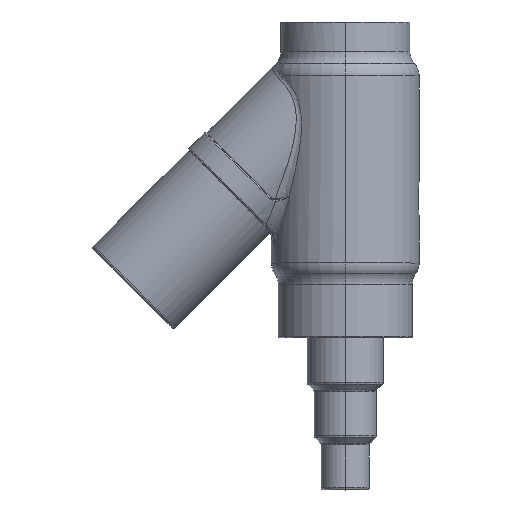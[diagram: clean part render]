
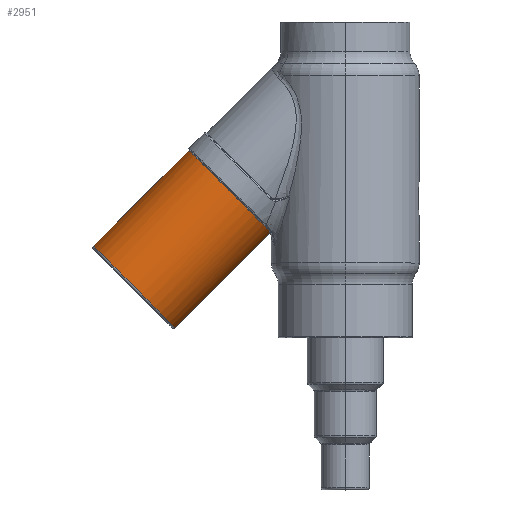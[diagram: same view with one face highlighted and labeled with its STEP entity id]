
A CAD part, top view. The second image highlights one B-rep face of the part: STEP entity #2951.
In plain terms, the highlighted cylindrical face has radius 12.5 mm (diameter 25 mm), a partial arc.
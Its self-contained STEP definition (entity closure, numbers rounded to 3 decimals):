
#9 = CARTESIAN_POINT ( 'NONE',  ( -17.006, 225.723, 5.392 ) ) ;
#68 = CARTESIAN_POINT ( 'NONE',  ( -36.86, 204.14, 0. ) ) ;
#121 = CARTESIAN_POINT ( 'NONE',  ( -5.393, 270.962, 0. ) ) ;
#144 = AXIS2_PLACEMENT_3D ( 'NONE', #1188, #6039, #11083 ) ;
#466 = EDGE_CURVE ( 'NONE', #1049, #5185, #9737, .T. ) ;
#696 = CARTESIAN_POINT ( 'NONE',  ( -17.006, 225.723, 5.392 ) ) ;
#1049 = VERTEX_POINT ( 'NONE', #9 ) ;
#1188 = CARTESIAN_POINT ( 'NONE',  ( 3.445, 262.123, 0. ) ) ;
#1504 = VERTEX_POINT ( 'NONE', #7944 ) ;
#1524 = CARTESIAN_POINT ( 'NONE',  ( -16.339, 224.665, 0.308 ) ) ;
#1766 = AXIS2_PLACEMENT_3D ( 'NONE', #3572, #10614, #8850 ) ;
#1930 = EDGE_CURVE ( 'NONE', #9982, #1049, #4563, .T. ) ;
#2071 = CARTESIAN_POINT ( 'NONE',  ( -16.311, 224.743, 1.253 ) ) ;
#2113 = CARTESIAN_POINT ( 'NONE',  ( -16.352, 224.85, 2.041 ) ) ;
#2233 = ORIENTED_EDGE ( 'NONE', *, *, #1930, .T. ) ;
#2394 = CARTESIAN_POINT ( 'NONE',  ( -16.335, 224.678, 0.462 ) ) ;
#2463 = B_SPLINE_CURVE_WITH_KNOTS ( 'NONE', 3,
 ( #7252, #2071, #2113, #9019, #3867, #10893 ),
 .UNSPECIFIED., .F., .F.,
 ( 4, 2, 4 ),
 ( 0., 0.002, 0.005 ),
 .UNSPECIFIED. ) ;
#2714 = ORIENTED_EDGE ( 'NONE', *, *, #2867, .T. ) ;
#2748 = VECTOR ( 'NONE', #3543, 1000. ) ;
#2845 = AXIS2_PLACEMENT_3D ( 'NONE', #9046, #8258, #5615 ) ;
#2867 = EDGE_CURVE ( 'NONE', #1504, #10616, #7150, .T. ) ;
#2951 = ADVANCED_FACE ( 'NONE', ( #4595 ), #8913, .T. ) ;
#3165 = LINE ( 'NONE', #11227, #2748 ) ;
#3169 = EDGE_CURVE ( 'NONE', #11012, #7547, #7006, .T. ) ;
#3543 = DIRECTION ( 'NONE',  ( -0.707, -0.707, 0. ) ) ;
#3572 = CARTESIAN_POINT ( 'NONE',  ( -24.98, 233.697, 0. ) ) ;
#3621 = DIRECTION ( 'NONE',  ( -0.707, -0.707, 0. ) ) ;
#3867 = CARTESIAN_POINT ( 'NONE',  ( -16.694, 225.354, 4.315 ) ) ;
#4053 = CARTESIAN_POINT ( 'NONE',  ( -33.819, 242.536, 0. ) ) ;
#4563 = B_SPLINE_CURVE_WITH_KNOTS ( 'NONE', 3,
 ( #11125, #10345, #5902, #696 ),
 .UNSPECIFIED., .F., .F.,
 ( 4, 4 ),
 ( 0., 0. ),
 .UNSPECIFIED. ) ;
#4595 = FACE_OUTER_BOUND ( 'NONE', #8554, .T. ) ;
#5185 = VERTEX_POINT ( 'NONE', #4053 ) ;
#5235 = LINE ( 'NONE', #121, #7255 ) ;
#5355 = CARTESIAN_POINT ( 'NONE',  ( -16.335, 224.678, 0.462 ) ) ;
#5555 = ORIENTED_EDGE ( 'NONE', *, *, #3169, .T. ) ;
#5615 = DIRECTION ( 'NONE',  ( -0.707, 0.707, 0. ) ) ;
#5727 = CARTESIAN_POINT ( 'NONE',  ( -16.341, 224.659, 0.154 ) ) ;
#5902 = CARTESIAN_POINT ( 'NONE',  ( -16.967, 225.684, 5.276 ) ) ;
#6039 = DIRECTION ( 'NONE',  ( -0.707, -0.707, 0. ) ) ;
#6219 = ORIENTED_EDGE ( 'NONE', *, *, #466, .T. ) ;
#6586 = CARTESIAN_POINT ( 'NONE',  ( -16.898, 225.603, 5.04 ) ) ;
#6777 = EDGE_CURVE ( 'NONE', #7547, #9982, #2463, .T. ) ;
#6886 = ORIENTED_EDGE ( 'NONE', *, *, #6777, .T. ) ;
#7006 = B_SPLINE_CURVE_WITH_KNOTS ( 'NONE', 3,
 ( #9268, #5727, #1524, #2394 ),
 .UNSPECIFIED., .F., .F.,
 ( 4, 4 ),
 ( 0., 0.001 ),
 .UNSPECIFIED. ) ;
#7150 = CIRCLE ( 'NONE', #2845, 12.5 ) ;
#7197 = EDGE_CURVE ( 'NONE', #5185, #1504, #5235, .T. ) ;
#7252 = CARTESIAN_POINT ( 'NONE',  ( -16.335, 224.678, 0.462 ) ) ;
#7255 = VECTOR ( 'NONE', #3621, 1000. ) ;
#7547 = VERTEX_POINT ( 'NONE', #5355 ) ;
#7944 = CARTESIAN_POINT ( 'NONE',  ( -54.537, 221.818, 0. ) ) ;
#7964 = CARTESIAN_POINT ( 'NONE',  ( -16.341, 224.659, 0. ) ) ;
#7970 = ORIENTED_EDGE ( 'NONE', *, *, #10565, .F. ) ;
#8006 = ORIENTED_EDGE ( 'NONE', *, *, #7197, .T. ) ;
#8258 = DIRECTION ( 'NONE',  ( 0.707, 0.707, 0. ) ) ;
#8554 = EDGE_LOOP ( 'NONE', ( #6219, #8006, #2714, #7970, #5555, #6886, #2233 ) ) ;
#8850 = DIRECTION ( 'NONE',  ( -0.707, 0.707, 0. ) ) ;
#8913 = CYLINDRICAL_SURFACE ( 'NONE', #144, 12.5 ) ;
#9019 = CARTESIAN_POINT ( 'NONE',  ( -16.544, 225.156, 3.569 ) ) ;
#9046 = CARTESIAN_POINT ( 'NONE',  ( -45.698, 212.979, 0. ) ) ;
#9268 = CARTESIAN_POINT ( 'NONE',  ( -16.341, 224.659, 0. ) ) ;
#9737 = CIRCLE ( 'NONE', #1766, 12.5 ) ;
#9982 = VERTEX_POINT ( 'NONE', #6586 ) ;
#10345 = CARTESIAN_POINT ( 'NONE',  ( -16.931, 225.644, 5.159 ) ) ;
#10565 = EDGE_CURVE ( 'NONE', #11012, #10616, #3165, .T. ) ;
#10614 = DIRECTION ( 'NONE',  ( -0.707, -0.707, 0. ) ) ;
#10616 = VERTEX_POINT ( 'NONE', #68 ) ;
#10893 = CARTESIAN_POINT ( 'NONE',  ( -16.898, 225.603, 5.04 ) ) ;
#11012 = VERTEX_POINT ( 'NONE', #7964 ) ;
#11083 = DIRECTION ( 'NONE',  ( 0.707, -0.707, 0. ) ) ;
#11125 = CARTESIAN_POINT ( 'NONE',  ( -16.898, 225.603, 5.04 ) ) ;
#11227 = CARTESIAN_POINT ( 'NONE',  ( 12.284, 253.284, 0. ) ) ;
